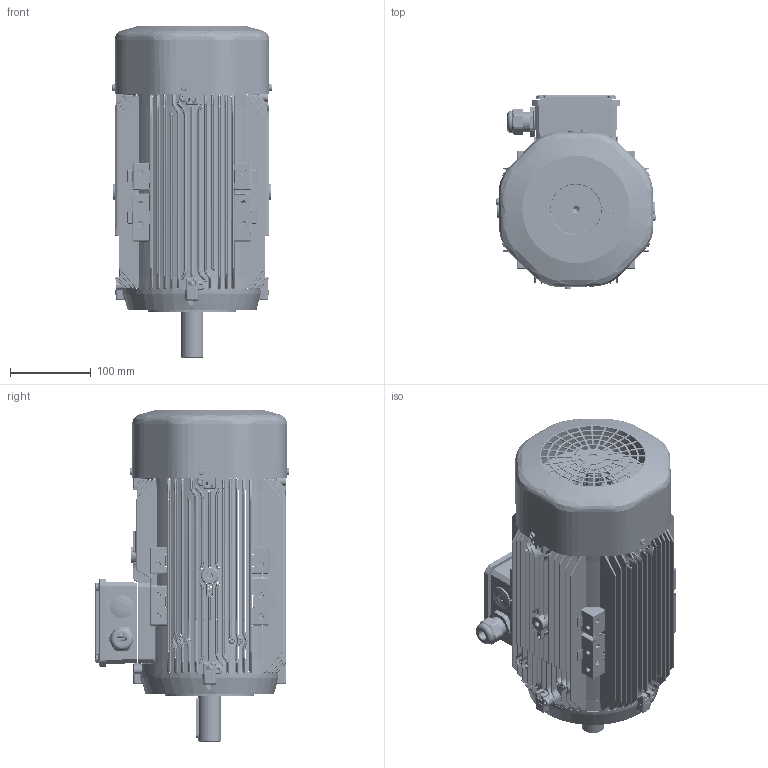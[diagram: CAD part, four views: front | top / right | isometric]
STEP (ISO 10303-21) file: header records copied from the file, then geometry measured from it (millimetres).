
FILE_DESCRIPTION(/* description */ (''),/* implementation_level */ '2;1');
FILE_NAME(/* name */ 'QH100 B14a KTA-M2_stp.stp',/* time_stamp */ '2024-08-01T14:29:36+03:00',/* author */ (''),/* organization */ (''),/* preprocessor_version */ 'ST-DEVELOPER v18.102',/* originating_system */ 'SIEMENS PLM Software NX2206.8101',/* authorisation */ '');
FILE_SCHEMA (('AUTOMOTIVE_DESIGN { 1 0 10303 214 3 1 1 1 }'));
Products named in the file (1): QH100 B35 KTA-M2_stp_objects
Bounding box: 197.57 x 241.35 x 411.25 mm (x, y, z)
Surface area: 701100.5 mm2 (no closed solid volume)
Topology: 0 solids, 111 shells, 5074 faces, 16412 edges, 10772 vertices
Faces by surface type: cylinder 1918, plane 1091, torus 993, bspline 765, cone 231, sphere 76
Full cylindrical faces by diameter (mm): 4.5 x1, 5 x1, 6.8 x4, 8 x8, 10 x1, 10.5 x1, 23.4 x1, 24 x1, 25 x1, 27.4 x1, 28 x1, 29 x1, 30 x1, 43.9 x1, 44.1 x1, 52 x1, 57.4 x1, 61 x1, 110 x1
Entity records: 201130 total; most frequent: CARTESIAN_POINT 76883, ORIENTED_EDGE 25343, DIRECTION 21433, EDGE_CURVE 16028, VERTEX_POINT 10659, AXIS2_PLACEMENT_3D 8198, B_SPLINE_CURVE_WITH_KNOTS 6869, EDGE_LOOP 5518
